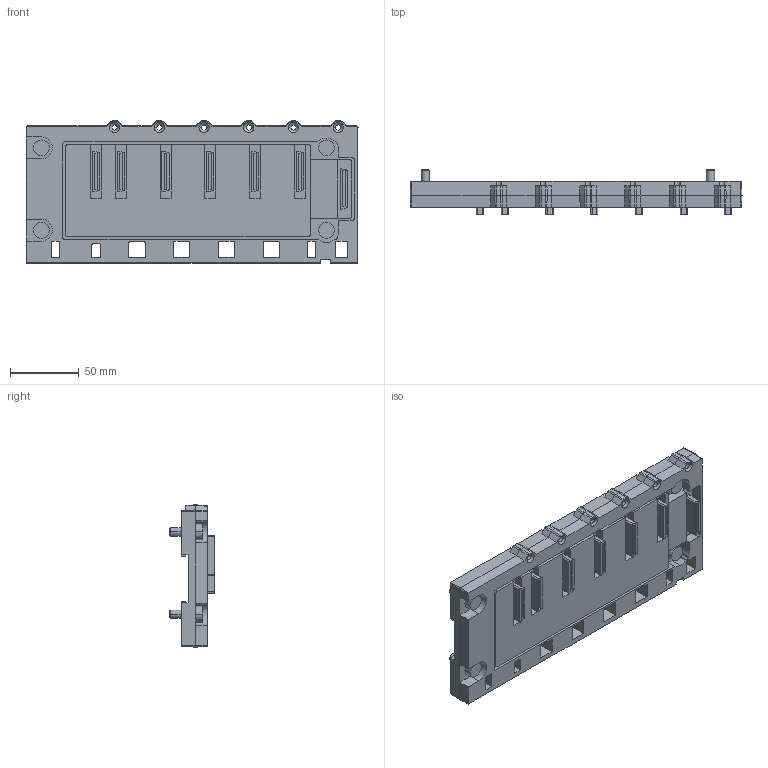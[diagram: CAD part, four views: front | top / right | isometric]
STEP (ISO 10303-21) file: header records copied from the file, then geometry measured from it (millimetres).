
FILE_DESCRIPTION(('starvars output'),'2;1');
FILE_NAME('BMXXBP0400H_3D.stp','12:24:16 2020/04/01',( 'Thomas Industrial Network Germany GmbH'),( 'Thomas Industrial Network Germany GmbH'),'unknown preprocess','ACIS' ,'unknown authorization');
FILE_SCHEMA(('CONFIG_CONTROL_DESIGN {UNKNOWN IMPLEMENTATION LEVEL}'));
Length unit declared in the file: millimetre
Products named in the file (1): PRODUCT_ID_6
Bounding box: 242 x 32.3 x 103.7 mm (x, y, z)
Volume: 378374.5 mm3; surface area: 90605.9 mm2
Topology: 1 solids, 1 shells, 418 faces, 1126 edges, 728 vertices
Faces by surface type: plane 256, cylinder 110, cone 52
Entity records: 12454 total; most frequent: ORIENTED_EDGE 2252, CARTESIAN_POINT 2116, DIRECTION 2017, EDGE_CURVE 1126, VECTOR 759, LINE 759, VERTEX_POINT 728, AXIS2_PLACEMENT_3D 629
